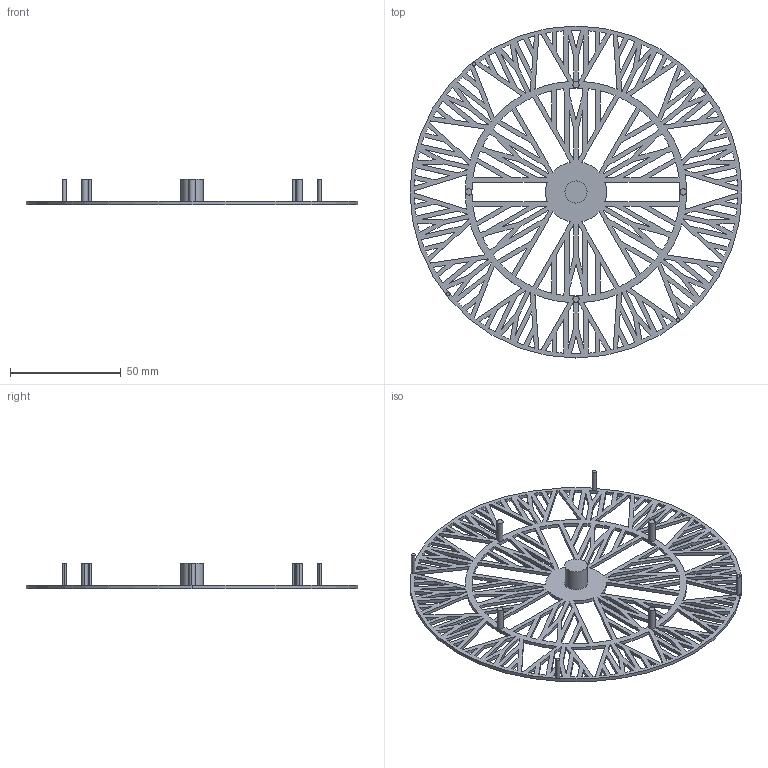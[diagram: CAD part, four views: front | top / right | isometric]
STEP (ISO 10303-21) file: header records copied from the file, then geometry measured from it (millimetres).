
FILE_DESCRIPTION (( 'STEP AP203' ), '1' );
FILE_NAME ('modified constructal geometry 2.STEP', '2025-06-19T06:01:42', ( '' ), ( '' ), 'SwSTEP 2.0', 'SolidWorks 2023', '' );
FILE_SCHEMA (( 'CONFIG_CONTROL_DESIGN' ));
Length unit declared in the file: millimetre
Products named in the file (1): modified constructal geometry 2
Bounding box: 150 x 150 x 11.5 mm (x, y, z)
Volume: 13737.8 mm3; surface area: 27490.2 mm2
Topology: 1 solids, 1 shells, 666 faces, 1965 edges, 1310 vertices
Faces by surface type: plane 489, cylinder 177
Entity records: 22800 total; most frequent: CARTESIAN_POINT 3942, ORIENTED_EDGE 3930, DIRECTION 3653, EDGE_CURVE 1965, LINE 1611, VECTOR 1611, VERTEX_POINT 1310, AXIS2_PLACEMENT_3D 1021
